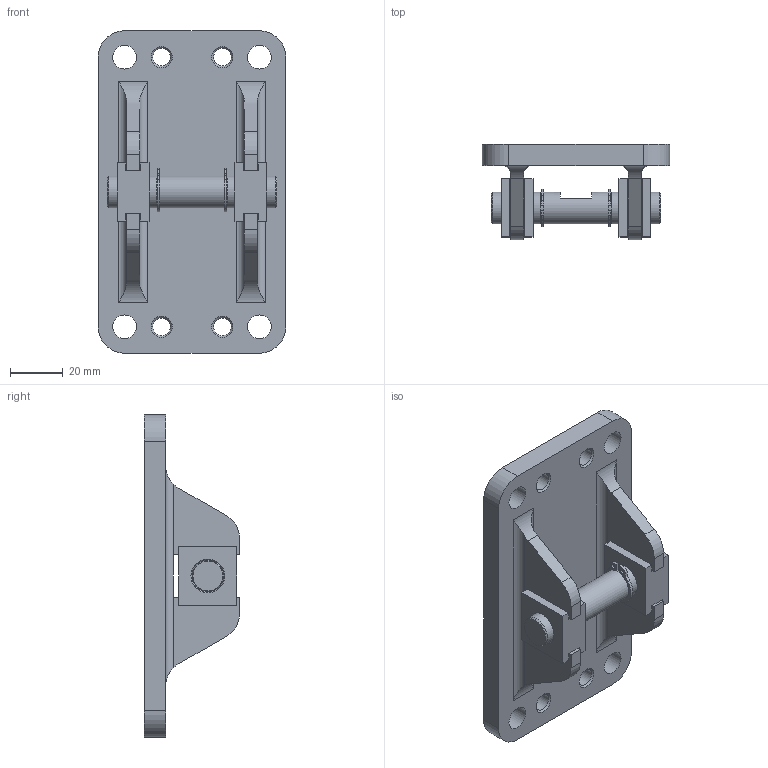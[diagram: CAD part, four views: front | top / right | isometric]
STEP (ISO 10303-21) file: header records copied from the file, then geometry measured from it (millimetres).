
FILE_DESCRIPTION(/* description */ ('STEP AP214'),/* implementation_level */ '2;1');
FILE_NAME(/* name */ '8001414_DARD-L1-63-S',/* time_stamp */ '2024-08-14T14:52:06+02:00',/* author */ ('License CC BY-ND 4.0'),/* organization */ ('CADENAS'),/* preprocessor_version */ 'ST-DEVELOPER v19.3',/* originating_system */ 'PARTsolutions',/* authorisation */ ' ');
FILE_SCHEMA (('AUTOMOTIVE_DESIGN {1 0 10303 214 3 1 1}'));
Length unit declared in the file: millimetre
Products named in the file (5): 8001414 DARD-L1-63-S; 334249 FKP-50/63; 225344 FKP-50/63; 1876065 DARD-L1-63-S; DIN471 - 12x1
Assembly tree (6 placements, depth 2):
  8001414 DARD-L1-63-S
    334249 FKP-50/63
    225344 FKP-50/63  x2
    1876065 DARD-L1-63-S
    DIN471 - 12x1  x2
Bounding box: 71 x 36 x 122 mm (x, y, z)
Volume: 88980.7 mm3; surface area: 33968.6 mm2
Topology: 6 solids, 6 shells, 151 faces, 375 edges, 244 vertices
Faces by surface type: plane 78, cylinder 55, cone 14, torus 4
Full cylindrical faces by diameter (mm): 1.7 x4, 6.647 x4, 9 x4, 11.5 x2, 12 x5
Entity records: 3523 total; most frequent: CARTESIAN_POINT 607, DIRECTION 602, ORIENTED_EDGE 516, EDGE_CURVE 258, AXIS2_PLACEMENT_3D 227, VERTEX_POINT 184, EDGE_LOOP 176, FACE_BOUND 176
